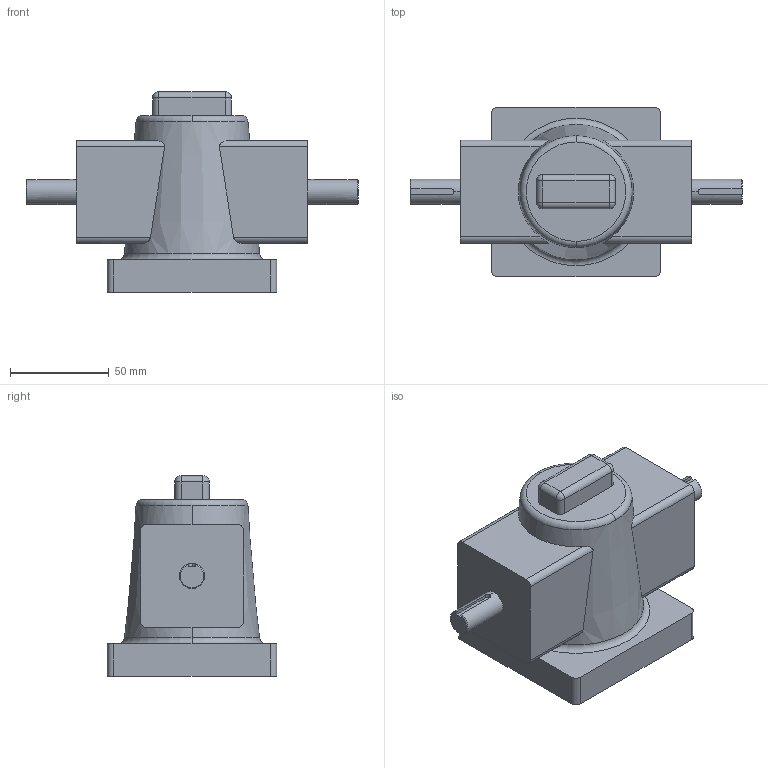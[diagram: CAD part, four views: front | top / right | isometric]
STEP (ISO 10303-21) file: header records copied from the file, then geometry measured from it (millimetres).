
FILE_DESCRIPTION (( 'STEP AP203' ), '1' );
FILE_NAME ('Diff_RA 1_THRU.step', '2010-12-13T05:54:13', ( '' ), ( '' ), 'SwSTEP 2.0', 'SolidWorks 2010', '' );
FILE_SCHEMA (( 'CONFIG_CONTROL_DESIGN' ));
Length unit declared in the file: inch
Products named in the file (1): Diff_RA 1_THRU
Bounding box: 168.15 x 85.85 x 101.6 mm (x, y, z)
Volume: 530312.4 mm3; surface area: 49966.1 mm2
Topology: 1 solids, 1 shells, 70 faces, 180 edges, 112 vertices
Faces by surface type: plane 30, cylinder 28, torus 4, cone 4, sphere 4
Entity records: 2367 total; most frequent: CARTESIAN_POINT 587, DIRECTION 366, ORIENTED_EDGE 352, EDGE_CURVE 176, AXIS2_PLACEMENT_3D 139, VERTEX_POINT 112, VECTOR 88, LINE 88
